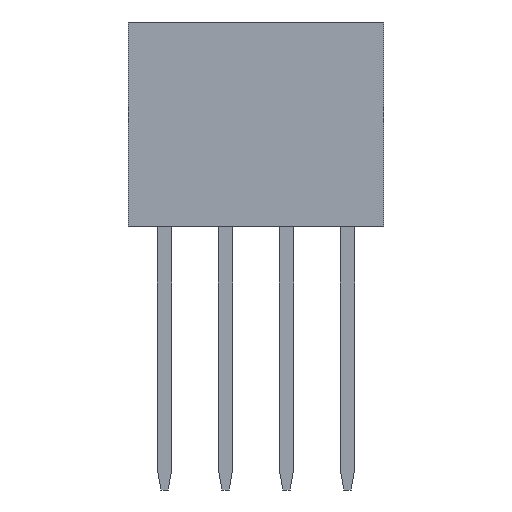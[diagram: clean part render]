
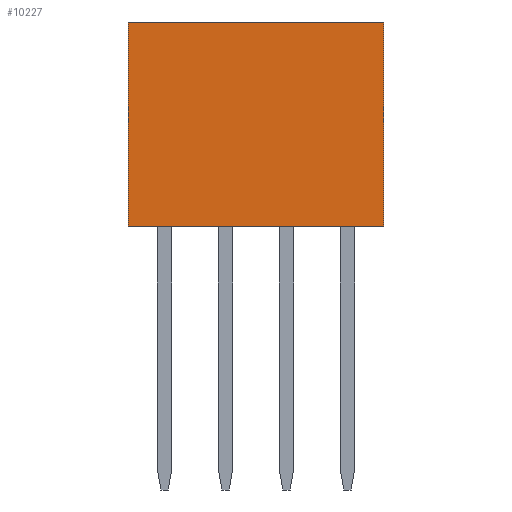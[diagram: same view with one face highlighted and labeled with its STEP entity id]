
A CAD part, front view. The second image highlights one B-rep face of the part: STEP entity #10227.
In plain terms, the highlighted planar face has unit normal (0, -1, 0).
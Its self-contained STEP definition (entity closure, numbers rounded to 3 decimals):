
#607 = CARTESIAN_POINT ( 'NONE',  ( -25.65, -1.27, 0. ) ) ;
#684 = ORIENTED_EDGE ( 'NONE', *, *, #971, .T. ) ;
#971 = EDGE_CURVE ( 'NONE', #3205, #3556, #6859, .T. ) ;
#1233 = VECTOR ( 'NONE', #4490, 1000. ) ;
#1537 = FACE_OUTER_BOUND ( 'NONE', #8725, .T. ) ;
#1999 = CARTESIAN_POINT ( 'NONE',  ( -14.99, -1.27, 0. ) ) ;
#2393 = AXIS2_PLACEMENT_3D ( 'NONE', #8852, #6363, #3180 ) ;
#2454 = VECTOR ( 'NONE', #6066, 1000. ) ;
#2805 = EDGE_CURVE ( 'NONE', #6773, #9277, #6698, .T. ) ;
#3180 = DIRECTION ( 'NONE',  ( 0., 0., 1. ) ) ;
#3205 = VERTEX_POINT ( 'NONE', #1999 ) ;
#3556 = VERTEX_POINT ( 'NONE', #9137 ) ;
#3686 = CARTESIAN_POINT ( 'NONE',  ( -25.65, -1.27, 8.5 ) ) ;
#3929 = VECTOR ( 'NONE', #8580, 1000. ) ;
#4458 = CARTESIAN_POINT ( 'NONE',  ( -14.99, -1.27, 8.5 ) ) ;
#4490 = DIRECTION ( 'NONE',  ( 1., 0., 0. ) ) ;
#4598 = LINE ( 'NONE', #8533, #1233 ) ;
#5733 = ORIENTED_EDGE ( 'NONE', *, *, #5902, .F. ) ;
#5880 = EDGE_CURVE ( 'NONE', #9277, #3205, #4598, .T. ) ;
#5900 = DIRECTION ( 'NONE',  ( 0., 0., -1. ) ) ;
#5902 = EDGE_CURVE ( 'NONE', #6773, #3556, #8638, .T. ) ;
#6008 = ORIENTED_EDGE ( 'NONE', *, *, #5880, .T. ) ;
#6066 = DIRECTION ( 'NONE',  ( 0., 0., 1. ) ) ;
#6363 = DIRECTION ( 'NONE',  ( 0., 1., 0. ) ) ;
#6698 = LINE ( 'NONE', #9918, #9935 ) ;
#6773 = VERTEX_POINT ( 'NONE', #3686 ) ;
#6859 = LINE ( 'NONE', #4458, #2454 ) ;
#7947 = PLANE ( 'NONE',  #2393 ) ;
#8533 = CARTESIAN_POINT ( 'NONE',  ( -25.65, -1.27, 0. ) ) ;
#8580 = DIRECTION ( 'NONE',  ( 1., 0., 0. ) ) ;
#8638 = LINE ( 'NONE', #9424, #3929 ) ;
#8725 = EDGE_LOOP ( 'NONE', ( #6008, #684, #5733, #9642 ) ) ;
#8852 = CARTESIAN_POINT ( 'NONE',  ( -25.65, -1.27, 8.5 ) ) ;
#9137 = CARTESIAN_POINT ( 'NONE',  ( -14.99, -1.27, 8.5 ) ) ;
#9277 = VERTEX_POINT ( 'NONE', #607 ) ;
#9424 = CARTESIAN_POINT ( 'NONE',  ( -25.65, -1.27, 8.5 ) ) ;
#9642 = ORIENTED_EDGE ( 'NONE', *, *, #2805, .T. ) ;
#9918 = CARTESIAN_POINT ( 'NONE',  ( -25.65, -1.27, 8.5 ) ) ;
#9935 = VECTOR ( 'NONE', #5900, 1000. ) ;
#10227 = ADVANCED_FACE ( 'NONE', ( #1537 ), #7947, .F. ) ;
